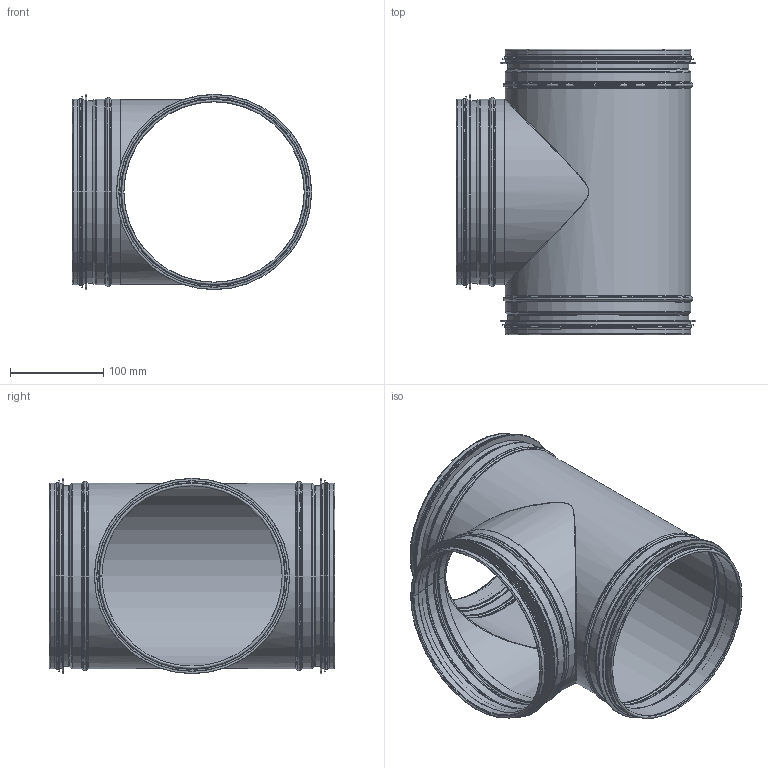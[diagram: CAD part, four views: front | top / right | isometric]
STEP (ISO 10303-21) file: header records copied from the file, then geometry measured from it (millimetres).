
FILE_DESCRIPTION((''),'2;1');
FILE_NAME('HTK_200-200.stp','2014-02-20T15:44:51',(''),(''),'Autodesk Inventor 2013','Autodesk Inventor 2013','');
FILE_SCHEMA(('AUTOMOTIVE_DESIGN { 1 2 10303 214 0 1 1 1 }'));
Length unit declared in the file: millimetre
Products named in the file (5): HTK_200-200; HTKRörämne-200-200; 999006; StosKort-200; StosKortRörämne-200
Assembly tree (6 placements, depth 3):
  HTK_200-200
    HTKRörämne-200-200
    999006  x2
    StosKort-200
      StosKortRörämne-200
      999006
Bounding box: 256.65 x 306 x 209.35 mm (x, y, z)
Volume: 150511.2 mm3; surface area: 552334.5 mm2
Topology: 5 solids, 5 shells, 175 faces, 339 edges, 182 vertices
Faces by surface type: torus 56, plane 50, cylinder 42, cone 26, bspline 1
Full cylindrical faces by diameter (mm): 193.15 x3, 194.15 x3, 195.35 x3, 196.95 x1, 197.95 x18, 198.95 x8, 204.35 x3, 209.35 x3
Entity records: 3843 total; most frequent: CARTESIAN_POINT 942, DIRECTION 626, ORIENTED_EDGE 402, AXIS2_PLACEMENT_3D 281, EDGE_LOOP 213, EDGE_CURVE 201, VERTEX_POINT 140, STYLED_ITEM 140
